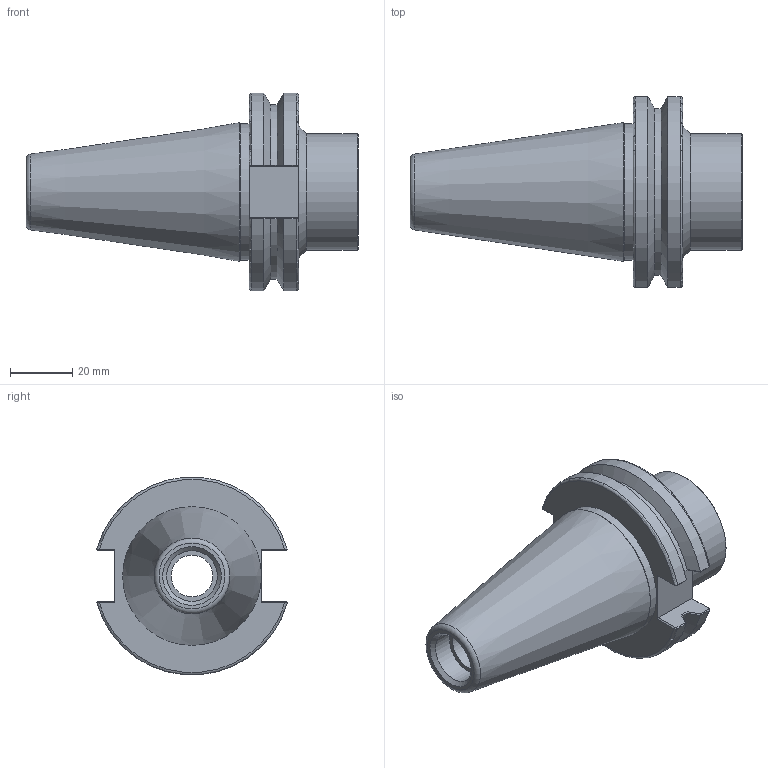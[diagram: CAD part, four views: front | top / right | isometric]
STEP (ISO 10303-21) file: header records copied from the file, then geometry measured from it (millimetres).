
FILE_DESCRIPTION(/* description */ (''),/* implementation_level */ '2;1');
FILE_NAME(/* name */ 'CAT40 TB20-1.5.step',/* time_stamp */ '2025-08-15T08:07:38-05:00',/* author */ (''),/* organization */ (''),/* preprocessor_version */ 'ST-DEVELOPER v20.1',/* originating_system */ 'Autodesk Translation Framework v14.10.0.0',/* authorisation */ '');
FILE_SCHEMA (('AUTOMOTIVE_DESIGN { 1 0 10303 214 3 1 1 }'));
Length unit declared in the file: inch
Products named in the file (6): CAT40 EM20-63; CAT40 Dual Contact Template; CAT40 Dual Contact 2.69 v1; CAT40 EM20-63_1; CAT40 Dual Contact Template_1; CAT40 Dual Contact 2.69 v1_1
Assembly tree (5 placements, depth 5):
  CAT40 EM20-63
    CAT40 Dual Contact Template
      CAT40 Dual Contact 2.69 v1
      CAT40 EM20-63_1
        CAT40 Dual Contact Template_1
          CAT40 Dual Contact 2.69 v1_1
Bounding box: 106.43 x 61.14 x 63.26 mm (x, y, z)
Volume: 115224.9 mm3; surface area: 23343.3 mm2
Topology: 1 solids, 1 shells, 86 faces, 219 edges, 139 vertices
Faces by surface type: plane 32, bspline 24, cylinder 13, cone 12, torus 5
Full cylindrical faces by diameter (mm): 11.112 x1, 13.386 x1, 16.256 x1, 17.5 x1, 21 x1, 37.338 x1, 43.688 x1
Entity records: 3684 total; most frequent: CARTESIAN_POINT 1506, ORIENTED_EDGE 436, DIRECTION 367, EDGE_CURVE 218, VERTEX_POINT 139, AXIS2_PLACEMENT_3D 124, LINE 119, VECTOR 119
